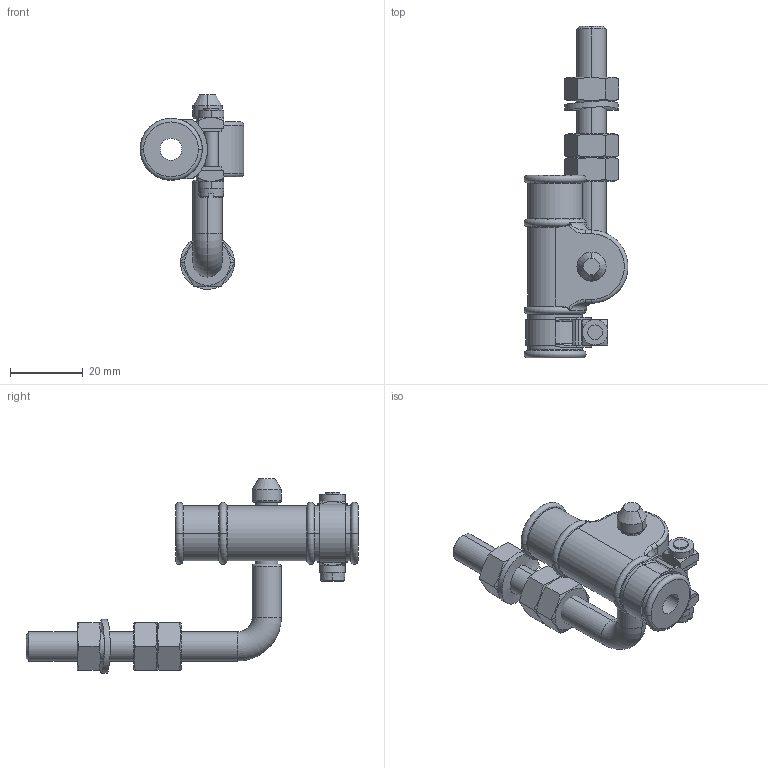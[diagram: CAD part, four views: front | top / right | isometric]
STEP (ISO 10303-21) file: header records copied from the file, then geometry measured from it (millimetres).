
FILE_DESCRIPTION((''),'2;1');
FILE_NAME('612_025_000_1_ASM','2010-05-28T',('TschoekeT'),(''),'PRO/ENGINEER BY PARAMETRIC TECHNOLOGY CORPORATION, 2007230','PRO/ENGINEER BY PARAMETRIC TECHNOLOGY CORPORATION, 2007230','');
FILE_SCHEMA(('AUTOMOTIVE_DESIGN_CC2 { 1 2 10303 214 -1 1 5 2 }'));
Length unit declared in the file: millimetre
Products named in the file (9): 025_0466_09; E-SO-397-008; E-SO-397-009; 056_0153_09_ASM; E-SO-397-014; 016_3070_09; 053_0026_09; 055_0011_09; 612_025_000_1_ASM
Assembly tree (11 placements, depth 3):
  612_025_000_1_ASM
    025_0466_09
    056_0153_09_ASM
      E-SO-397-008
      E-SO-397-009  x2
    E-SO-397-014
    016_3070_09
    053_0026_09  x3
    055_0011_09
Bounding box: 28.5 x 91 x 53.38 mm (x, y, z)
Volume: 19389.7 mm3; surface area: 11886.4 mm2
Topology: 10 solids, 10 shells, 233 faces, 551 edges, 337 vertices
Faces by surface type: plane 91, cylinder 54, torus 40, cone 30, bspline 18
Entity records: 8812 total; most frequent: CARTESIAN_POINT 2775, DIRECTION 983, ORIENTED_EDGE 914, PRESENTATION_STYLE_ASSIGNMENT 464, STYLED_ITEM 464, CURVE_STYLE 457, EDGE_CURVE 457, AXIS2_PLACEMENT_3D 412
